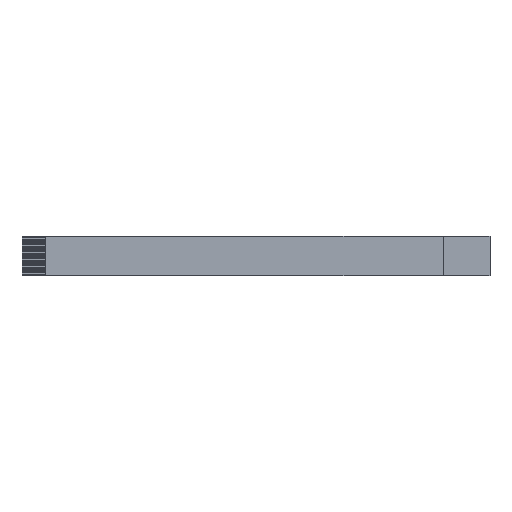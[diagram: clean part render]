
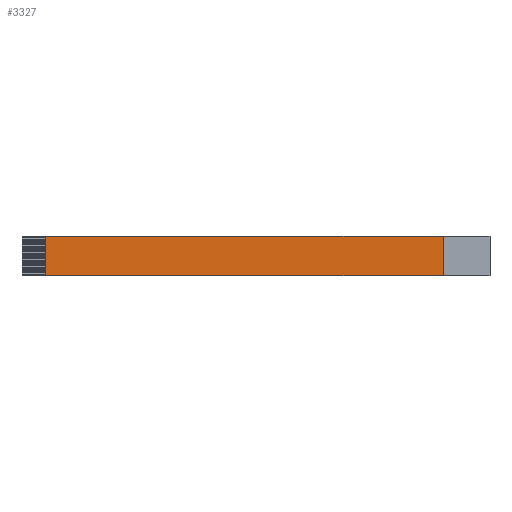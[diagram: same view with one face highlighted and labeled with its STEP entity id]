
A CAD part, top view. The second image highlights one B-rep face of the part: STEP entity #3327.
In plain terms, the highlighted planar face has unit normal (0, 0, 1).
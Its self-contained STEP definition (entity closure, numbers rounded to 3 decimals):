
#257=ORIENTED_EDGE('',*,*,#965,.F.);
#258=ORIENTED_EDGE('',*,*,#852,.F.);
#259=ORIENTED_EDGE('',*,*,#966,.T.);
#260=ORIENTED_EDGE('',*,*,#842,.T.);
#842=EDGE_CURVE('',#1206,#1205,#1425,.T.);
#852=EDGE_CURVE('',#1213,#1129,#1434,.T.);
#965=EDGE_CURVE('',#1129,#1205,#1547,.T.);
#966=EDGE_CURVE('',#1213,#1206,#1548,.T.);
#1129=VERTEX_POINT('',#4135);
#1205=VERTEX_POINT('',#4297);
#1206=VERTEX_POINT('',#4299);
#1213=VERTEX_POINT('',#4318);
#1425=LINE('',#4298,#1787);
#1434=LINE('',#4319,#1796);
#1547=LINE('',#4560,#1909);
#1548=LINE('',#4561,#1910);
#1787=VECTOR('',#3617,1000.);
#1796=VECTOR('',#3628,1000.);
#1909=VECTOR('',#3809,1000.);
#1910=VECTOR('',#3810,1000.);
#2109=EDGE_LOOP('',(#257,#258,#259,#260));
#2225=FACE_BOUND('',#2109,.T.);
#2341=PLANE('',#3450);
#3327=ADVANCED_FACE('',(#2225),#2341,.F.);
#3450=AXIS2_PLACEMENT_3D('',#4559,#3807,#3808);
#3617=DIRECTION('',(1.,0.,0.));
#3628=DIRECTION('',(1.,0.,0.));
#3807=DIRECTION('',(0.,0.,-1.));
#3808=DIRECTION('',(-1.,0.,0.));
#3809=DIRECTION('',(0.,-1.,0.));
#3810=DIRECTION('',(0.,-1.,0.));
#4135=CARTESIAN_POINT('',(40.,4.25,0.095));
#4297=CARTESIAN_POINT('',(40.,-4.25,0.095));
#4298=CARTESIAN_POINT('',(-45.,-4.25,0.095));
#4299=CARTESIAN_POINT('',(-45.,-4.25,0.095));
#4318=CARTESIAN_POINT('',(-45.,4.25,0.095));
#4319=CARTESIAN_POINT('',(-45.,4.25,0.095));
#4559=CARTESIAN_POINT('',(-45.,4.25,0.095));
#4560=CARTESIAN_POINT('',(40.,4.25,0.095));
#4561=CARTESIAN_POINT('',(-45.,4.25,0.095));
